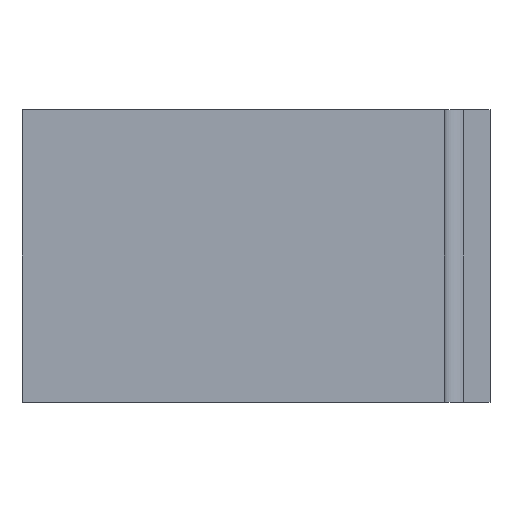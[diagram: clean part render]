
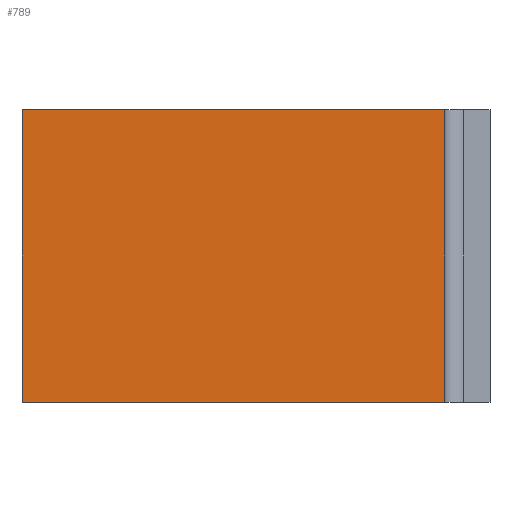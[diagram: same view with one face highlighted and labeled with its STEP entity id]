
A CAD part, front view. The second image highlights one B-rep face of the part: STEP entity #789.
In plain terms, the highlighted planar face has unit normal (0, -1, 0).
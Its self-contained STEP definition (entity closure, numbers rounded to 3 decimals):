
#11 = AXIS2_PLACEMENT_3D ( 'NONE', #541, #284, #652 ) ;
#29 = VECTOR ( 'NONE', #1129, 1000. ) ;
#30 = VECTOR ( 'NONE', #440, 1000. ) ;
#72 = EDGE_LOOP ( 'NONE', ( #1100, #792, #942, #989 ) ) ;
#284 = DIRECTION ( 'NONE',  ( 0., 1., 0. ) ) ;
#323 = VERTEX_POINT ( 'NONE', #325 ) ;
#325 = CARTESIAN_POINT ( 'NONE',  ( -50.025, -71., 31. ) ) ;
#337 = VERTEX_POINT ( 'NONE', #438 ) ;
#344 = DIRECTION ( 'NONE',  ( 0., 0., 1. ) ) ;
#438 = CARTESIAN_POINT ( 'NONE',  ( -50.025, -71., 0. ) ) ;
#440 = DIRECTION ( 'NONE',  ( 1., 0., 0. ) ) ;
#462 = EDGE_CURVE ( 'NONE', #503, #750, #913, .T. ) ;
#496 = CARTESIAN_POINT ( 'NONE',  ( -94.8, -71., 31. ) ) ;
#503 = VERTEX_POINT ( 'NONE', #496 ) ;
#508 = VECTOR ( 'NONE', #945, 1000. ) ;
#520 = LINE ( 'NONE', #1168, #1175 ) ;
#541 = CARTESIAN_POINT ( 'NONE',  ( -45.2, -71., 31. ) ) ;
#652 = DIRECTION ( 'NONE',  ( -1., 0., 0. ) ) ;
#662 = EDGE_CURVE ( 'NONE', #337, #323, #520, .T. ) ;
#750 = VERTEX_POINT ( 'NONE', #1172 ) ;
#751 = PLANE ( 'NONE',  #11 ) ;
#789 = ADVANCED_FACE ( 'NONE', ( #927 ), #751, .F. ) ;
#792 = ORIENTED_EDGE ( 'NONE', *, *, #662, .T. ) ;
#818 = CARTESIAN_POINT ( 'NONE',  ( -45.2, -71., 0. ) ) ;
#825 = CARTESIAN_POINT ( 'NONE',  ( -94.8, -71., 31. ) ) ;
#855 = CARTESIAN_POINT ( 'NONE',  ( -45.2, -71., 31. ) ) ;
#906 = LINE ( 'NONE', #818, #30 ) ;
#913 = LINE ( 'NONE', #825, #29 ) ;
#916 = EDGE_CURVE ( 'NONE', #503, #323, #1149, .T. ) ;
#927 = FACE_OUTER_BOUND ( 'NONE', #72, .T. ) ;
#942 = ORIENTED_EDGE ( 'NONE', *, *, #916, .F. ) ;
#945 = DIRECTION ( 'NONE',  ( 1., 0., 0. ) ) ;
#989 = ORIENTED_EDGE ( 'NONE', *, *, #462, .T. ) ;
#1100 = ORIENTED_EDGE ( 'NONE', *, *, #1102, .T. ) ;
#1102 = EDGE_CURVE ( 'NONE', #750, #337, #906, .T. ) ;
#1129 = DIRECTION ( 'NONE',  ( 0., 0., -1. ) ) ;
#1149 = LINE ( 'NONE', #855, #508 ) ;
#1168 = CARTESIAN_POINT ( 'NONE',  ( -50.025, -71., 0. ) ) ;
#1172 = CARTESIAN_POINT ( 'NONE',  ( -94.8, -71., 0. ) ) ;
#1175 = VECTOR ( 'NONE', #344, 1000. ) ;
